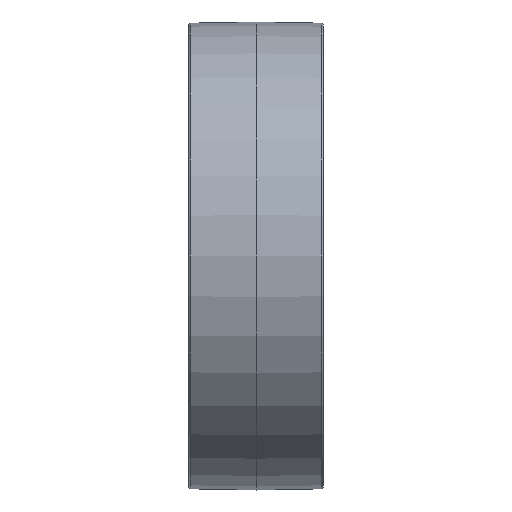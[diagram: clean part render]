
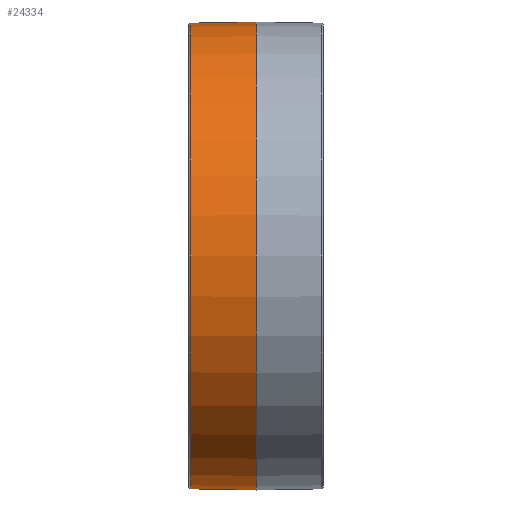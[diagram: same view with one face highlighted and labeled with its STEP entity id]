
A CAD part, front view. The second image highlights one B-rep face of the part: STEP entity #24334.
In plain terms, the highlighted conical face has half-angle 1 degrees and reference radius 63.19 mm.
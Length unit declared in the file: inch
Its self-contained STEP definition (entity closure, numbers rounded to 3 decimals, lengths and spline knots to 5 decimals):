
#7185 = FACE_OUTER_BOUND ( 'NONE', #88765, .T. ) ;
#8846 = AXIS2_PLACEMENT_3D ( 'NONE', #34514, #77652, #19701 ) ;
#10202 = CARTESIAN_POINT ( 'NONE',  ( -0.69941, 0., -2.48779 ) ) ;
#10216 = VECTOR ( 'NONE', #71826, 39.37008 ) ;
#10772 = VECTOR ( 'NONE', #30101, 39.37008 ) ;
#12053 = ORIENTED_EDGE ( 'NONE', *, *, #34378, .T. ) ;
#13103 = ORIENTED_EDGE ( 'NONE', *, *, #49115, .T. ) ;
#13357 = VERTEX_POINT ( 'NONE', #10202 ) ;
#13876 = CARTESIAN_POINT ( 'NONE',  ( -0.69941, 0., -2.48779 ) ) ;
#16239 = CONICAL_SURFACE ( 'NONE', #8846, 2.48779, 0.017 ) ;
#16539 = DIRECTION ( 'NONE',  ( -1., 0., 0. ) ) ;
#17113 = LINE ( 'NONE', #22678, #10772 ) ;
#17450 = DIRECTION ( 'NONE',  ( 0., 0., 1. ) ) ;
#19071 = CARTESIAN_POINT ( 'NONE',  ( 0., 0., -2.5 ) ) ;
#19701 = DIRECTION ( 'NONE',  ( 0., 0., -1. ) ) ;
#22678 = CARTESIAN_POINT ( 'NONE',  ( -0.69941, 0., 2.48779 ) ) ;
#24334 = ADVANCED_FACE ( 'NONE', ( #7185 ), #16239, .T. ) ;
#24432 = VERTEX_POINT ( 'NONE', #64659 ) ;
#30101 = DIRECTION ( 'NONE',  ( 1., 0., 0.017 ) ) ;
#32570 = CIRCLE ( 'NONE', #51822, 2.48779 ) ;
#32897 = ORIENTED_EDGE ( 'NONE', *, *, #50937, .F. ) ;
#34378 = EDGE_CURVE ( 'NONE', #69298, #75897, #41062, .T. ) ;
#34514 = CARTESIAN_POINT ( 'NONE',  ( -0.69941, 0., 0. ) ) ;
#41062 = CIRCLE ( 'NONE', #89926, 2.5 ) ;
#49115 = EDGE_CURVE ( 'NONE', #13357, #69298, #63957, .T. ) ;
#50937 = EDGE_CURVE ( 'NONE', #24432, #75897, #17113, .T. ) ;
#51822 = AXIS2_PLACEMENT_3D ( 'NONE', #74899, #59624, #61453 ) ;
#59217 = CARTESIAN_POINT ( 'NONE',  ( 0., 0., 2.5 ) ) ;
#59624 = DIRECTION ( 'NONE',  ( -1., 0., 0. ) ) ;
#61453 = DIRECTION ( 'NONE',  ( 0., 0., 1. ) ) ;
#63957 = LINE ( 'NONE', #13876, #10216 ) ;
#64659 = CARTESIAN_POINT ( 'NONE',  ( -0.69941, 0., 2.48779 ) ) ;
#65743 = ORIENTED_EDGE ( 'NONE', *, *, #83826, .F. ) ;
#69298 = VERTEX_POINT ( 'NONE', #19071 ) ;
#71826 = DIRECTION ( 'NONE',  ( 1., 0., -0.017 ) ) ;
#74899 = CARTESIAN_POINT ( 'NONE',  ( -0.69941, 0., 0. ) ) ;
#75897 = VERTEX_POINT ( 'NONE', #59217 ) ;
#77652 = DIRECTION ( 'NONE',  ( 1., 0., 0. ) ) ;
#80977 = CARTESIAN_POINT ( 'NONE',  ( 0., 0., 0. ) ) ;
#83826 = EDGE_CURVE ( 'NONE', #13357, #24432, #32570, .T. ) ;
#88765 = EDGE_LOOP ( 'NONE', ( #32897, #65743, #13103, #12053 ) ) ;
#89926 = AXIS2_PLACEMENT_3D ( 'NONE', #80977, #16539, #17450 ) ;
